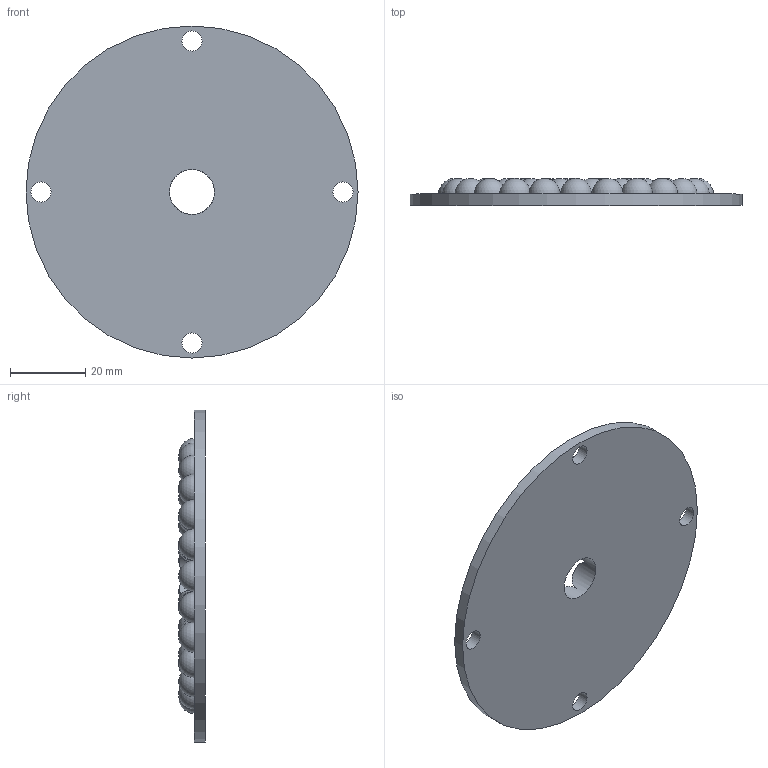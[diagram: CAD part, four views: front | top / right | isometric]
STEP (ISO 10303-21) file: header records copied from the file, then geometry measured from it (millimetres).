
FILE_DESCRIPTION(/* description */ ('','CAx-IF Rec.Pracs.---Representation and Presentation of Product Manufacturing Information (PMI)---4.0---2014-10-13'),/* implementation_level */ '2;1');
FILE_NAME(/* name */ 'Top TPU Buffer - dome.step',/* time_stamp */ '2025-02-26T06:57:48-05:00',/* author */ (''),/* organization */ (''),/* preprocessor_version */ 'ST-DEVELOPER v20',/* originating_system */ 'Autodesk Translation Framework v13.20.0.188',/* authorisation */ '');
FILE_SCHEMA (('AP242_MANAGED_MODEL_BASED_3D_ENGINEERING_MIM_LF { 1 0 10303 442 1 1 4 }'));
Length unit declared in the file: millimetre
Products named in the file (1): (Unsaved)
Bounding box: 88.5 x 7.12 x 88.5 mm (x, y, z)
Volume: 26317.7 mm3; surface area: 16199.1 mm2
Topology: 1 solids, 1 shells, 68 faces, 241 edges, 159 vertices
Faces by surface type: sphere 59, cylinder 6, plane 3
Full cylindrical faces by diameter (mm): 5.35 x4, 12 x1, 88.5 x1
Entity records: 2547 total; most frequent: CARTESIAN_POINT 516, DIRECTION 484, ORIENTED_EDGE 364, AXIS2_PLACEMENT_3D 239, EDGE_CURVE 182, CIRCLE 170, VERTEX_POINT 159, EDGE_LOOP 121
